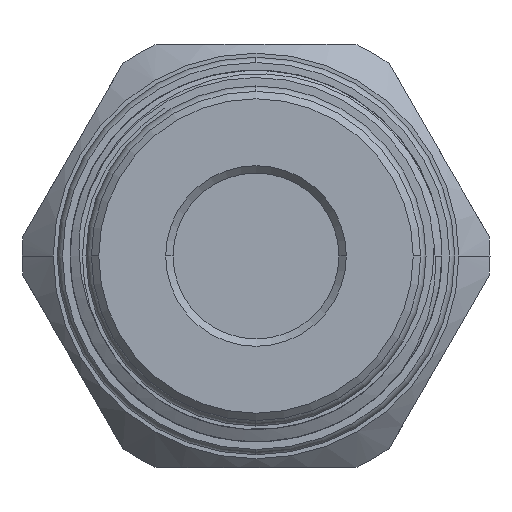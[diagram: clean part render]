
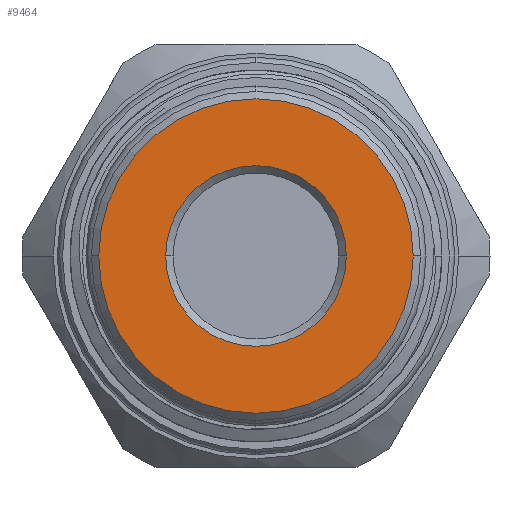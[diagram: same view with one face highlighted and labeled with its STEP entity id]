
A CAD part, left-side view. The second image highlights one B-rep face of the part: STEP entity #9464.
In plain terms, the highlighted planar face has unit normal (-1, 0, 0).
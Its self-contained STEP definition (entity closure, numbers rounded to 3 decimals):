
#331 = AXIS2_PLACEMENT_3D ( 'NONE', #8616, #8746, #3002 ) ;
#598 = FACE_BOUND ( 'NONE', #10642, .T. ) ;
#880 = AXIS2_PLACEMENT_3D ( 'NONE', #5219, #9999, #11933 ) ;
#1155 = CARTESIAN_POINT ( 'NONE',  ( -78.1, 0., 0. ) ) ;
#1324 = ORIENTED_EDGE ( 'NONE', *, *, #9685, .F. ) ;
#2125 = DIRECTION ( 'NONE',  ( 0., -1., 0. ) ) ;
#2391 = CARTESIAN_POINT ( 'NONE',  ( -78.1, -10.615, 0. ) ) ;
#2763 = AXIS2_PLACEMENT_3D ( 'NONE', #1155, #7896, #2125 ) ;
#2965 = PLANE ( 'NONE',  #331 ) ;
#3002 = DIRECTION ( 'NONE',  ( 0., -1., 0. ) ) ;
#3049 = EDGE_CURVE ( 'NONE', #8661, #12201, #12554, .T. ) ;
#4131 = CARTESIAN_POINT ( 'NONE',  ( -78.1, -6.1, 0. ) ) ;
#4507 = ORIENTED_EDGE ( 'NONE', *, *, #6198, .T. ) ;
#4661 = CIRCLE ( 'NONE', #2763, 6.1 ) ;
#4807 = ORIENTED_EDGE ( 'NONE', *, *, #3049, .T. ) ;
#4904 = DIRECTION ( 'NONE',  ( 1., 0., 0. ) ) ;
#5219 = CARTESIAN_POINT ( 'NONE',  ( -78.1, 0., 0. ) ) ;
#5394 = EDGE_LOOP ( 'NONE', ( #12150, #1324 ) ) ;
#6198 = EDGE_CURVE ( 'NONE', #12201, #8661, #4661, .T. ) ;
#6322 = VERTEX_POINT ( 'NONE', #10325 ) ;
#6566 = VERTEX_POINT ( 'NONE', #2391 ) ;
#7212 = AXIS2_PLACEMENT_3D ( 'NONE', #9783, #10753, #11745 ) ;
#7788 = EDGE_CURVE ( 'NONE', #6566, #6322, #9145, .T. ) ;
#7896 = DIRECTION ( 'NONE',  ( 1., 0., 0. ) ) ;
#7990 = CIRCLE ( 'NONE', #7212, 10.615 ) ;
#8616 = CARTESIAN_POINT ( 'NONE',  ( -78.1, 0., 0. ) ) ;
#8661 = VERTEX_POINT ( 'NONE', #10211 ) ;
#8746 = DIRECTION ( 'NONE',  ( 1., 0., 0. ) ) ;
#9145 = CIRCLE ( 'NONE', #880, 10.615 ) ;
#9464 = ADVANCED_FACE ( 'NONE', ( #598, #9543 ), #2965, .F. ) ;
#9543 = FACE_OUTER_BOUND ( 'NONE', #5394, .T. ) ;
#9685 = EDGE_CURVE ( 'NONE', #6322, #6566, #7990, .T. ) ;
#9783 = CARTESIAN_POINT ( 'NONE',  ( -78.1, 0., 0. ) ) ;
#9999 = DIRECTION ( 'NONE',  ( 1., 0., 0. ) ) ;
#10117 = AXIS2_PLACEMENT_3D ( 'NONE', #10632, #4904, #10666 ) ;
#10211 = CARTESIAN_POINT ( 'NONE',  ( -78.1, 6.1, 0. ) ) ;
#10325 = CARTESIAN_POINT ( 'NONE',  ( -78.1, 10.615, 0. ) ) ;
#10632 = CARTESIAN_POINT ( 'NONE',  ( -78.1, 0., 0. ) ) ;
#10642 = EDGE_LOOP ( 'NONE', ( #4807, #4507 ) ) ;
#10666 = DIRECTION ( 'NONE',  ( 0., -1., 0. ) ) ;
#10753 = DIRECTION ( 'NONE',  ( 1., 0., 0. ) ) ;
#11745 = DIRECTION ( 'NONE',  ( 0., -1., 0. ) ) ;
#11933 = DIRECTION ( 'NONE',  ( 0., -1., 0. ) ) ;
#12150 = ORIENTED_EDGE ( 'NONE', *, *, #7788, .F. ) ;
#12201 = VERTEX_POINT ( 'NONE', #4131 ) ;
#12554 = CIRCLE ( 'NONE', #10117, 6.1 ) ;
